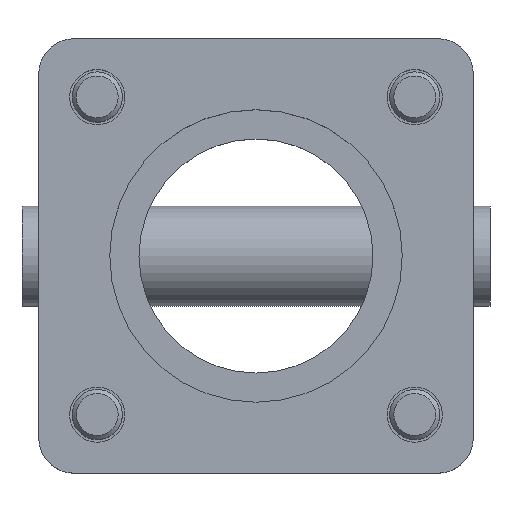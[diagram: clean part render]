
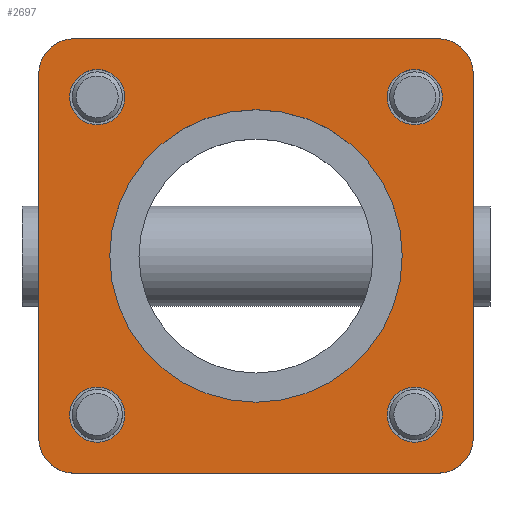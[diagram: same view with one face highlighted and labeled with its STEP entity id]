
A CAD part, top view. The second image highlights one B-rep face of the part: STEP entity #2697.
In plain terms, the highlighted face is planar.
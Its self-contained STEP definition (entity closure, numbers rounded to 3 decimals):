
#51 = ORIENTED_EDGE ( 'NONE', *, *, #2429, .T. ) ;
#64 = CIRCLE ( 'NONE', #797, 3.3 ) ;
#81 = CIRCLE ( 'NONE', #1881, 3.3 ) ;
#181 = VERTEX_POINT ( 'NONE', #778 ) ;
#224 = CARTESIAN_POINT ( 'NONE',  ( 0., 21.75, 21.75 ) ) ;
#371 = DIRECTION ( 'NONE',  ( 1., 0., 0. ) ) ;
#376 = CIRCLE ( 'NONE', #2428, 4.25 ) ;
#385 = CARTESIAN_POINT ( 'NONE',  ( 0., 21.75, -21.75 ) ) ;
#386 = EDGE_CURVE ( 'NONE', #523, #523, #64, .T. ) ;
#389 = CARTESIAN_POINT ( 'NONE',  ( 0., 21.75, -26. ) ) ;
#417 = DIRECTION ( 'NONE',  ( 1., 0., 0. ) ) ;
#452 = VECTOR ( 'NONE', #3027, 1000. ) ;
#453 = AXIS2_PLACEMENT_3D ( 'NONE', #2372, #371, #2433 ) ;
#467 = ORIENTED_EDGE ( 'NONE', *, *, #1145, .T. ) ;
#475 = FACE_OUTER_BOUND ( 'NONE', #571, .T. ) ;
#523 = VERTEX_POINT ( 'NONE', #3467 ) ;
#565 = CARTESIAN_POINT ( 'NONE',  ( 0., -26., 21.75 ) ) ;
#571 = EDGE_LOOP ( 'NONE', ( #716, #3687, #2036, #51, #3022, #2197, #3519, #467 ) ) ;
#581 = AXIS2_PLACEMENT_3D ( 'NONE', #1586, #2823, #2261 ) ;
#599 = EDGE_CURVE ( 'NONE', #2283, #843, #2114, .T. ) ;
#668 = CARTESIAN_POINT ( 'NONE',  ( 0., -19., -19. ) ) ;
#680 = EDGE_LOOP ( 'NONE', ( #3558 ) ) ;
#716 = ORIENTED_EDGE ( 'NONE', *, *, #599, .T. ) ;
#776 = CIRCLE ( 'NONE', #3686, 4.25 ) ;
#778 = CARTESIAN_POINT ( 'NONE',  ( 0., -26., -21.75 ) ) ;
#797 = AXIS2_PLACEMENT_3D ( 'NONE', #3813, #3210, #1731 ) ;
#801 = VECTOR ( 'NONE', #3262, 1000. ) ;
#843 = VERTEX_POINT ( 'NONE', #1644 ) ;
#844 = VERTEX_POINT ( 'NONE', #1843 ) ;
#917 = CARTESIAN_POINT ( 'NONE',  ( 0., 26., -21.75 ) ) ;
#969 = FACE_BOUND ( 'NONE', #2567, .T. ) ;
#980 = DIRECTION ( 'NONE',  ( 0., -1., 0. ) ) ;
#1023 = EDGE_CURVE ( 'NONE', #1721, #1721, #2610, .T. ) ;
#1044 = ORIENTED_EDGE ( 'NONE', *, *, #2131, .F. ) ;
#1132 = DIRECTION ( 'NONE',  ( 1., 0., 0. ) ) ;
#1145 = EDGE_CURVE ( 'NONE', #1682, #2283, #376, .T. ) ;
#1273 = EDGE_CURVE ( 'NONE', #3576, #1682, #2747, .T. ) ;
#1309 = DIRECTION ( 'NONE',  ( 1., 0., 0. ) ) ;
#1331 = CARTESIAN_POINT ( 'NONE',  ( 0., 26., 21.75 ) ) ;
#1347 = EDGE_CURVE ( 'NONE', #2312, #2312, #2739, .T. ) ;
#1439 = CARTESIAN_POINT ( 'NONE',  ( 0., -26., 21.75 ) ) ;
#1543 = VECTOR ( 'NONE', #2896, 1000. ) ;
#1586 = CARTESIAN_POINT ( 'NONE',  ( 0., -21.75, 21.75 ) ) ;
#1606 = EDGE_CURVE ( 'NONE', #843, #3249, #1639, .T. ) ;
#1633 = AXIS2_PLACEMENT_3D ( 'NONE', #668, #417, #3055 ) ;
#1638 = DIRECTION ( 'NONE',  ( 1., 0., 0. ) ) ;
#1639 = CIRCLE ( 'NONE', #453, 4.25 ) ;
#1644 = CARTESIAN_POINT ( 'NONE',  ( 0., -21.75, 26. ) ) ;
#1649 = PLANE ( 'NONE',  #581 ) ;
#1667 = EDGE_CURVE ( 'NONE', #1986, #1986, #81, .T. ) ;
#1682 = VERTEX_POINT ( 'NONE', #1331 ) ;
#1718 = CARTESIAN_POINT ( 'NONE',  ( 0., 21.75, 26. ) ) ;
#1721 = VERTEX_POINT ( 'NONE', #1969 ) ;
#1725 = LINE ( 'NONE', #565, #1543 ) ;
#1731 = DIRECTION ( 'NONE',  ( 0., 0., -1. ) ) ;
#1824 = CIRCLE ( 'NONE', #3303, 4.25 ) ;
#1843 = CARTESIAN_POINT ( 'NONE',  ( 0., 19., 15.7 ) ) ;
#1881 = AXIS2_PLACEMENT_3D ( 'NONE', #2238, #1309, #2797 ) ;
#1969 = CARTESIAN_POINT ( 'NONE',  ( 0., -19., -22.3 ) ) ;
#1986 = VERTEX_POINT ( 'NONE', #3157 ) ;
#2032 = DIRECTION ( 'NONE',  ( 0., 1., 0. ) ) ;
#2036 = ORIENTED_EDGE ( 'NONE', *, *, #3591, .T. ) ;
#2078 = CARTESIAN_POINT ( 'NONE',  ( 0., 21.75, 26. ) ) ;
#2114 = LINE ( 'NONE', #2078, #801 ) ;
#2131 = EDGE_CURVE ( 'NONE', #844, #844, #2561, .T. ) ;
#2159 = DIRECTION ( 'NONE',  ( 1., 0., 0. ) ) ;
#2166 = FACE_BOUND ( 'NONE', #3058, .T. ) ;
#2197 = ORIENTED_EDGE ( 'NONE', *, *, #3207, .T. ) ;
#2199 = CARTESIAN_POINT ( 'NONE',  ( 0., 19., 19. ) ) ;
#2210 = DIRECTION ( 'NONE',  ( 0., 1., 0. ) ) ;
#2238 = CARTESIAN_POINT ( 'NONE',  ( 0., 19., -19. ) ) ;
#2261 = DIRECTION ( 'NONE',  ( 0., 0., -1. ) ) ;
#2283 = VERTEX_POINT ( 'NONE', #1718 ) ;
#2304 = EDGE_LOOP ( 'NONE', ( #1044 ) ) ;
#2312 = VERTEX_POINT ( 'NONE', #3727 ) ;
#2372 = CARTESIAN_POINT ( 'NONE',  ( 0., -21.75, 21.75 ) ) ;
#2411 = EDGE_CURVE ( 'NONE', #2813, #3788, #2807, .T. ) ;
#2428 = AXIS2_PLACEMENT_3D ( 'NONE', #224, #1132, #2032 ) ;
#2429 = EDGE_CURVE ( 'NONE', #181, #2813, #1824, .T. ) ;
#2431 = AXIS2_PLACEMENT_3D ( 'NONE', #3716, #3442, #2551 ) ;
#2433 = DIRECTION ( 'NONE',  ( 0., 0., 1. ) ) ;
#2442 = EDGE_LOOP ( 'NONE', ( #3221 ) ) ;
#2479 = CARTESIAN_POINT ( 'NONE',  ( 0., -21.75, -26. ) ) ;
#2520 = CARTESIAN_POINT ( 'NONE',  ( 0., -21.75, -21.75 ) ) ;
#2551 = DIRECTION ( 'NONE',  ( 0., 0., -1. ) ) ;
#2561 = CIRCLE ( 'NONE', #3049, 3.3 ) ;
#2562 = DIRECTION ( 'NONE',  ( 0., 0., -1. ) ) ;
#2567 = EDGE_LOOP ( 'NONE', ( #2973 ) ) ;
#2579 = ORIENTED_EDGE ( 'NONE', *, *, #1023, .F. ) ;
#2610 = CIRCLE ( 'NONE', #1633, 3.3 ) ;
#2697 = ADVANCED_FACE ( 'NONE', ( #2743, #3630, #969, #2166, #3342, #475 ), #1649, .T. ) ;
#2739 = CIRCLE ( 'NONE', #2431, 17.5 ) ;
#2743 = FACE_BOUND ( 'NONE', #680, .T. ) ;
#2747 = LINE ( 'NONE', #917, #452 ) ;
#2797 = DIRECTION ( 'NONE',  ( 0., 0., -1. ) ) ;
#2807 = LINE ( 'NONE', #2479, #3479 ) ;
#2813 = VERTEX_POINT ( 'NONE', #3712 ) ;
#2823 = DIRECTION ( 'NONE',  ( 1., 0., 0. ) ) ;
#2896 = DIRECTION ( 'NONE',  ( 0., 0., -1. ) ) ;
#2973 = ORIENTED_EDGE ( 'NONE', *, *, #386, .F. ) ;
#3022 = ORIENTED_EDGE ( 'NONE', *, *, #2411, .T. ) ;
#3027 = DIRECTION ( 'NONE',  ( 0., 0., 1. ) ) ;
#3049 = AXIS2_PLACEMENT_3D ( 'NONE', #2199, #2159, #3061 ) ;
#3055 = DIRECTION ( 'NONE',  ( 0., 0., -1. ) ) ;
#3058 = EDGE_LOOP ( 'NONE', ( #2579 ) ) ;
#3061 = DIRECTION ( 'NONE',  ( 0., 0., -1. ) ) ;
#3157 = CARTESIAN_POINT ( 'NONE',  ( 0., 19., -22.3 ) ) ;
#3207 = EDGE_CURVE ( 'NONE', #3788, #3576, #776, .T. ) ;
#3210 = DIRECTION ( 'NONE',  ( 1., 0., 0. ) ) ;
#3221 = ORIENTED_EDGE ( 'NONE', *, *, #1667, .F. ) ;
#3249 = VERTEX_POINT ( 'NONE', #1439 ) ;
#3262 = DIRECTION ( 'NONE',  ( 0., -1., 0. ) ) ;
#3303 = AXIS2_PLACEMENT_3D ( 'NONE', #2520, #1638, #980 ) ;
#3342 = FACE_BOUND ( 'NONE', #2442, .T. ) ;
#3442 = DIRECTION ( 'NONE',  ( 1., 0., 0. ) ) ;
#3467 = CARTESIAN_POINT ( 'NONE',  ( 0., -19., 15.7 ) ) ;
#3479 = VECTOR ( 'NONE', #2210, 1000. ) ;
#3494 = CARTESIAN_POINT ( 'NONE',  ( 0., 26., -21.75 ) ) ;
#3519 = ORIENTED_EDGE ( 'NONE', *, *, #1273, .T. ) ;
#3558 = ORIENTED_EDGE ( 'NONE', *, *, #1347, .F. ) ;
#3576 = VERTEX_POINT ( 'NONE', #3494 ) ;
#3591 = EDGE_CURVE ( 'NONE', #3249, #181, #1725, .T. ) ;
#3630 = FACE_BOUND ( 'NONE', #2304, .T. ) ;
#3686 = AXIS2_PLACEMENT_3D ( 'NONE', #385, #3761, #2562 ) ;
#3687 = ORIENTED_EDGE ( 'NONE', *, *, #1606, .T. ) ;
#3712 = CARTESIAN_POINT ( 'NONE',  ( 0., -21.75, -26. ) ) ;
#3716 = CARTESIAN_POINT ( 'NONE',  ( 0., 0., 0. ) ) ;
#3727 = CARTESIAN_POINT ( 'NONE',  ( 0., 0., -17.5 ) ) ;
#3761 = DIRECTION ( 'NONE',  ( 1., 0., 0. ) ) ;
#3788 = VERTEX_POINT ( 'NONE', #389 ) ;
#3813 = CARTESIAN_POINT ( 'NONE',  ( 0., -19., 19. ) ) ;
